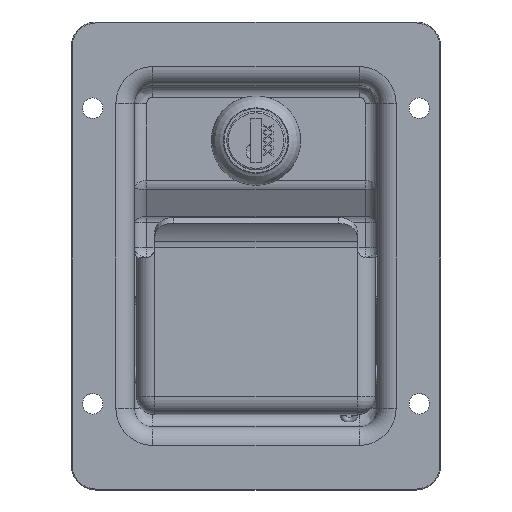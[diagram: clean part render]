
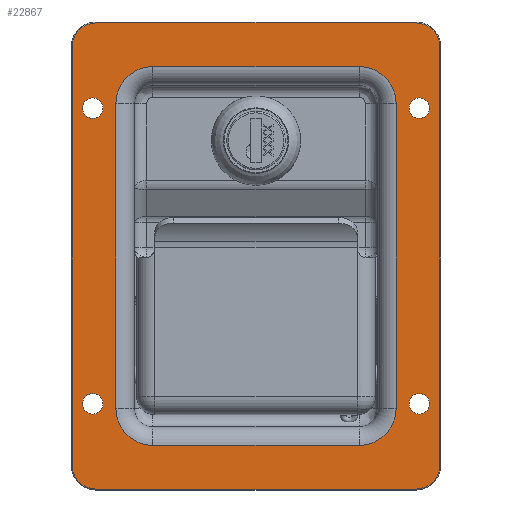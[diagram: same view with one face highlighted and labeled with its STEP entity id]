
A CAD part, top view. The second image highlights one B-rep face of the part: STEP entity #22867.
In plain terms, the highlighted planar face has unit normal (0, 0, 1).
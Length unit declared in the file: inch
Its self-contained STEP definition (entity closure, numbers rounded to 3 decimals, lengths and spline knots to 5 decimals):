
#276=FACE_BOUND('',#2943,.T.);
#277=FACE_BOUND('',#2944,.T.);
#278=FACE_BOUND('',#2945,.T.);
#279=FACE_BOUND('',#2946,.T.);
#280=FACE_BOUND('',#2947,.T.);
#408=PLANE('',#24342);
#1630=FACE_OUTER_BOUND('',#2942,.T.);
#2942=EDGE_LOOP('',(#15217,#15218,#15219,#15220,#15221,#15222,#15223,#15224));
#2943=EDGE_LOOP('',(#15225));
#2944=EDGE_LOOP('',(#15226));
#2945=EDGE_LOOP('',(#15227));
#2946=EDGE_LOOP('',(#15228));
#2947=EDGE_LOOP('',(#15229,#15230,#15231,#15232,#15233,#15234,#15235,#15236));
#4363=LINE('',#33418,#6432);
#4364=LINE('',#33429,#6433);
#4366=LINE('',#33439,#6435);
#4367=LINE('',#33447,#6436);
#4370=LINE('',#33458,#6439);
#4371=LINE('',#33462,#6440);
#4372=LINE('',#33466,#6441);
#4373=LINE('',#33470,#6442);
#6432=VECTOR('',#26765,0.3937);
#6433=VECTOR('',#26778,0.3937);
#6435=VECTOR('',#26792,0.3937);
#6436=VECTOR('',#26803,0.3937);
#6439=VECTOR('',#26818,0.3937);
#6440=VECTOR('',#26821,0.3937);
#6441=VECTOR('',#26824,0.3937);
#6442=VECTOR('',#26827,0.3937);
#8388=CIRCLE('',#24098,0.104);
#8390=CIRCLE('',#24101,0.104);
#8392=CIRCLE('',#24104,0.104);
#8394=CIRCLE('',#24107,0.104);
#8513=CIRCLE('',#24322,0.376);
#8517=CIRCLE('',#24328,0.376);
#8521=CIRCLE('',#24334,0.376);
#8523=CIRCLE('',#24338,0.376);
#8524=CIRCLE('',#24343,0.24);
#8525=CIRCLE('',#24344,0.24);
#8526=CIRCLE('',#24345,0.24);
#8527=CIRCLE('',#24346,0.24);
#9240=VERTEX_POINT('',#32491);
#9242=VERTEX_POINT('',#32497);
#9244=VERTEX_POINT('',#32503);
#9246=VERTEX_POINT('',#32509);
#9398=VERTEX_POINT('',#33414);
#9399=VERTEX_POINT('',#33416);
#9401=VERTEX_POINT('',#33421);
#9403=VERTEX_POINT('',#33427);
#9404=VERTEX_POINT('',#33432);
#9405=VERTEX_POINT('',#33437);
#9406=VERTEX_POINT('',#33441);
#9407=VERTEX_POINT('',#33445);
#9408=VERTEX_POINT('',#33456);
#9409=VERTEX_POINT('',#33457);
#9410=VERTEX_POINT('',#33459);
#9411=VERTEX_POINT('',#33461);
#9412=VERTEX_POINT('',#33463);
#9413=VERTEX_POINT('',#33465);
#9414=VERTEX_POINT('',#33467);
#9415=VERTEX_POINT('',#33469);
#11386=EDGE_CURVE('',#9240,#9240,#8388,.T.);
#11389=EDGE_CURVE('',#9242,#9242,#8390,.T.);
#11392=EDGE_CURVE('',#9244,#9244,#8392,.T.);
#11395=EDGE_CURVE('',#9246,#9246,#8394,.T.);
#11647=EDGE_CURVE('',#9399,#9398,#4363,.T.);
#11649=EDGE_CURVE('',#9401,#9399,#8513,.T.);
#11652=EDGE_CURVE('',#9403,#9401,#4364,.T.);
#11655=EDGE_CURVE('',#9404,#9403,#8517,.T.);
#11658=EDGE_CURVE('',#9405,#9404,#4366,.T.);
#11660=EDGE_CURVE('',#9406,#9405,#8521,.T.);
#11662=EDGE_CURVE('',#9407,#9406,#4367,.T.);
#11663=EDGE_CURVE('',#9398,#9407,#8523,.T.);
#11666=EDGE_CURVE('',#9408,#9409,#4370,.T.);
#11667=EDGE_CURVE('',#9410,#9408,#8524,.T.);
#11668=EDGE_CURVE('',#9411,#9410,#4371,.T.);
#11669=EDGE_CURVE('',#9412,#9411,#8525,.T.);
#11670=EDGE_CURVE('',#9413,#9412,#4372,.T.);
#11671=EDGE_CURVE('',#9414,#9413,#8526,.T.);
#11672=EDGE_CURVE('',#9415,#9414,#4373,.T.);
#11673=EDGE_CURVE('',#9409,#9415,#8527,.T.);
#15217=ORIENTED_EDGE('',*,*,#11666,.F.);
#15218=ORIENTED_EDGE('',*,*,#11667,.F.);
#15219=ORIENTED_EDGE('',*,*,#11668,.F.);
#15220=ORIENTED_EDGE('',*,*,#11669,.F.);
#15221=ORIENTED_EDGE('',*,*,#11670,.F.);
#15222=ORIENTED_EDGE('',*,*,#11671,.F.);
#15223=ORIENTED_EDGE('',*,*,#11672,.F.);
#15224=ORIENTED_EDGE('',*,*,#11673,.F.);
#15225=ORIENTED_EDGE('',*,*,#11386,.T.);
#15226=ORIENTED_EDGE('',*,*,#11389,.T.);
#15227=ORIENTED_EDGE('',*,*,#11392,.T.);
#15228=ORIENTED_EDGE('',*,*,#11395,.T.);
#15229=ORIENTED_EDGE('',*,*,#11647,.F.);
#15230=ORIENTED_EDGE('',*,*,#11649,.F.);
#15231=ORIENTED_EDGE('',*,*,#11652,.F.);
#15232=ORIENTED_EDGE('',*,*,#11655,.F.);
#15233=ORIENTED_EDGE('',*,*,#11658,.F.);
#15234=ORIENTED_EDGE('',*,*,#11660,.F.);
#15235=ORIENTED_EDGE('',*,*,#11662,.F.);
#15236=ORIENTED_EDGE('',*,*,#11663,.F.);
#22867=ADVANCED_FACE('',(#1630,#276,#277,#278,#279,#280),#408,.T.);
#24098=AXIS2_PLACEMENT_3D('',#32492,#26208,#26209);
#24101=AXIS2_PLACEMENT_3D('',#32498,#26215,#26216);
#24104=AXIS2_PLACEMENT_3D('',#32504,#26222,#26223);
#24107=AXIS2_PLACEMENT_3D('',#32510,#26229,#26230);
#24322=AXIS2_PLACEMENT_3D('',#33423,#26770,#26771);
#24328=AXIS2_PLACEMENT_3D('',#33434,#26784,#26785);
#24334=AXIS2_PLACEMENT_3D('',#33443,#26797,#26798);
#24338=AXIS2_PLACEMENT_3D('',#33449,#26806,#26807);
#24342=AXIS2_PLACEMENT_3D('',#33455,#26816,#26817);
#24343=AXIS2_PLACEMENT_3D('',#33460,#26819,#26820);
#24344=AXIS2_PLACEMENT_3D('',#33464,#26822,#26823);
#24345=AXIS2_PLACEMENT_3D('',#33468,#26825,#26826);
#24346=AXIS2_PLACEMENT_3D('',#33471,#26828,#26829);
#26208=DIRECTION('center_axis',(0.,0.,-1.));
#26209=DIRECTION('ref_axis',(-1.,0.,0.));
#26215=DIRECTION('center_axis',(0.,0.,-1.));
#26216=DIRECTION('ref_axis',(-1.,0.,0.));
#26222=DIRECTION('center_axis',(0.,0.,-1.));
#26223=DIRECTION('ref_axis',(-1.,0.,0.));
#26229=DIRECTION('center_axis',(0.,0.,-1.));
#26230=DIRECTION('ref_axis',(-1.,0.,0.));
#26765=DIRECTION('',(0.,1.,0.));
#26770=DIRECTION('center_axis',(0.,0.,1.));
#26771=DIRECTION('ref_axis',(0.707,-0.707,0.));
#26778=DIRECTION('',(1.,0.,0.));
#26784=DIRECTION('center_axis',(0.,0.,1.));
#26785=DIRECTION('ref_axis',(-0.707,-0.707,0.));
#26792=DIRECTION('',(0.,-1.,0.));
#26797=DIRECTION('center_axis',(0.,0.,1.));
#26798=DIRECTION('ref_axis',(-0.707,0.707,0.));
#26803=DIRECTION('',(-1.,0.,0.));
#26806=DIRECTION('center_axis',(0.,0.,1.));
#26807=DIRECTION('ref_axis',(0.707,0.707,0.));
#26816=DIRECTION('center_axis',(0.,0.,1.));
#26817=DIRECTION('ref_axis',(1.,0.,0.));
#26818=DIRECTION('',(0.,1.,0.));
#26819=DIRECTION('center_axis',(0.,0.,-1.));
#26820=DIRECTION('ref_axis',(-0.707,-0.707,0.));
#26821=DIRECTION('',(-1.,0.,0.));
#26822=DIRECTION('center_axis',(0.,0.,-1.));
#26823=DIRECTION('ref_axis',(0.707,-0.707,0.));
#26824=DIRECTION('',(0.,-1.,0.));
#26825=DIRECTION('center_axis',(0.,0.,-1.));
#26826=DIRECTION('ref_axis',(0.707,0.707,0.));
#26827=DIRECTION('',(1.,0.,0.));
#26828=DIRECTION('center_axis',(0.,0.,-1.));
#26829=DIRECTION('ref_axis',(-0.707,0.707,0.));
#32491=CARTESIAN_POINT('',(-1.553,-1.5,0.0478));
#32492=CARTESIAN_POINT('Origin',(-1.657,-1.5,0.0478));
#32497=CARTESIAN_POINT('',(-1.553,1.5,0.0478));
#32498=CARTESIAN_POINT('Origin',(-1.657,1.5,0.0478));
#32503=CARTESIAN_POINT('',(1.761,1.5,0.0478));
#32504=CARTESIAN_POINT('Origin',(1.657,1.5,0.0478));
#32509=CARTESIAN_POINT('',(1.761,-1.5,0.0478));
#32510=CARTESIAN_POINT('Origin',(1.657,-1.5,0.0478));
#33414=CARTESIAN_POINT('',(1.4223,1.5465,0.0478));
#33416=CARTESIAN_POINT('',(1.4223,-1.5465,0.0478));
#33418=CARTESIAN_POINT('',(1.4223,-0.89225,0.0478));
#33421=CARTESIAN_POINT('',(1.0463,-1.9225,0.0478));
#33423=CARTESIAN_POINT('Origin',(1.0463,-1.5465,0.0478));
#33427=CARTESIAN_POINT('',(-1.0463,-1.9225,0.0478));
#33429=CARTESIAN_POINT('',(-0.64215,-1.9225,0.0478));
#33432=CARTESIAN_POINT('',(-1.4223,-1.5465,0.0478));
#33434=CARTESIAN_POINT('Origin',(-1.0463,-1.5465,0.0478));
#33437=CARTESIAN_POINT('',(-1.4223,1.5465,0.0478));
#33439=CARTESIAN_POINT('',(-1.4223,0.89225,0.0478));
#33441=CARTESIAN_POINT('',(-1.0463,1.9225,0.0478));
#33443=CARTESIAN_POINT('Origin',(-1.0463,1.5465,0.0478));
#33445=CARTESIAN_POINT('',(1.0463,1.9225,0.0478));
#33447=CARTESIAN_POINT('',(0.64215,1.9225,0.0478));
#33449=CARTESIAN_POINT('Origin',(1.0463,1.5465,0.0478));
#33455=CARTESIAN_POINT('Origin',(0.,0.,
0.0478));
#33456=CARTESIAN_POINT('',(-1.865,-2.125,0.0478));
#33457=CARTESIAN_POINT('',(-1.865,2.125,0.0478));
#33458=CARTESIAN_POINT('',(-1.865,-1.0625,0.0478));
#33459=CARTESIAN_POINT('',(-1.625,-2.365,0.0478));
#33460=CARTESIAN_POINT('Origin',(-1.625,-2.125,0.0478));
#33461=CARTESIAN_POINT('',(1.625,-2.365,0.0478));
#33462=CARTESIAN_POINT('',(0.8125,-2.365,0.0478));
#33463=CARTESIAN_POINT('',(1.865,-2.125,0.0478));
#33464=CARTESIAN_POINT('Origin',(1.625,-2.125,0.0478));
#33465=CARTESIAN_POINT('',(1.865,2.125,0.0478));
#33466=CARTESIAN_POINT('',(1.865,1.0625,0.0478));
#33467=CARTESIAN_POINT('',(1.625,2.365,0.0478));
#33468=CARTESIAN_POINT('Origin',(1.625,2.125,0.0478));
#33469=CARTESIAN_POINT('',(-1.625,2.365,0.0478));
#33470=CARTESIAN_POINT('',(-0.8125,2.365,0.0478));
#33471=CARTESIAN_POINT('Origin',(-1.625,2.125,0.0478));
